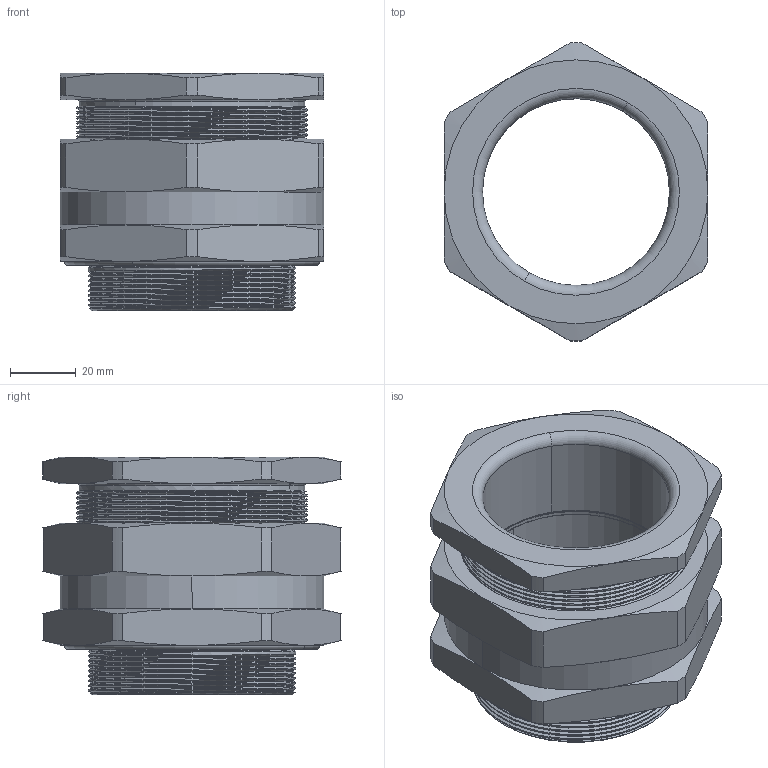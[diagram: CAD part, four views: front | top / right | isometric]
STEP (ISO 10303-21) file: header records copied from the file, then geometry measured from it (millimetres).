
FILE_DESCRIPTION (( 'STEP AP203' ), '1' );
FILE_NAME ('M63-K1-15mm D620.step', '2025-04-03T12:55:49', ( '' ), ( '' ), 'SwSTEP 2.0', 'SolidWorks 2022', '' );
FILE_SCHEMA (( 'CONFIG_CONTROL_DESIGN' ));
Length unit declared in the file: millimetre
Products named in the file (6): 750A109774; 750A107278; O-Ring for M63_Juks; M63-K1-15mm D620; 750A109739; 750A108460.SLDDRW
Assembly tree (5 placements, depth 2):
  M63-K1-15mm D620
    750A108460.SLDDRW
    750A109739
    750A107278
    750A109774
    O-Ring for M63_Juks
Bounding box: 80 x 90.37 x 72 mm (x, y, z)
Volume: 151055 mm3; surface area: 69994.4 mm2
Topology: 5 solids, 5 shells, 591 faces, 1573 edges, 1026 vertices
Faces by surface type: plane 186, cylinder 181, bspline 158, cone 56, torus 10
Entity records: 31514 total; most frequent: CARTESIAN_POINT 18134, ORIENTED_EDGE 3146, DIRECTION 1936, EDGE_CURVE 1573, VERTEX_POINT 1026, VECTOR 740, LINE 740, EDGE_LOOP 635
